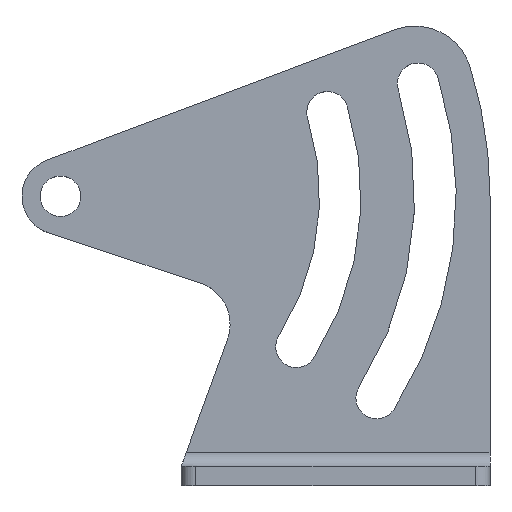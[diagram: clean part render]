
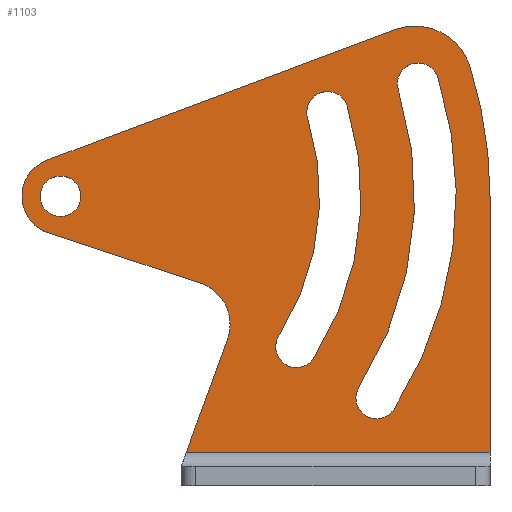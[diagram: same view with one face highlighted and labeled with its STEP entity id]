
A CAD part, top view. The second image highlights one B-rep face of the part: STEP entity #1103.
In plain terms, the highlighted planar face has unit normal (0, 0, 1).
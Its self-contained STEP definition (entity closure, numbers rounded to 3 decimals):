
#141=CARTESIAN_POINT('',(-14.135,4.515,1.));
#142=VERTEX_POINT('',#141);
#151=CARTESIAN_POINT('',(-18.335,4.515,1.));
#152=VERTEX_POINT('',#151);
#153=CARTESIAN_POINT('',(-16.235,4.515,1.));
#154=DIRECTION('',(0.0,0.0,-1.0));
#155=DIRECTION('',(1.0,0.0,0.0));
#156=AXIS2_PLACEMENT_3D('',#153,#154,#155);
#157=CIRCLE('',#156,2.1);
#158=EDGE_CURVE('',#152,#142,#157,.T.);
#185=CARTESIAN_POINT('',(-3.189,-21.985,1.0));
#186=VERTEX_POINT('',#185);
#202=CARTESIAN_POINT('',(28.265,-21.985,1.0));
#203=VERTEX_POINT('',#202);
#211=CARTESIAN_POINT('',(28.265,-21.985,1.0));
#212=DIRECTION('',(-1.0,0.0,0.0));
#213=VECTOR('',#212,31.454);
#214=LINE('',#211,#213);
#215=EDGE_CURVE('',#203,#186,#214,.T.);
#531=CARTESIAN_POINT('',(28.265,4.515,1.));
#532=VERTEX_POINT('',#531);
#539=CARTESIAN_POINT('',(28.265,4.515,1.));
#540=DIRECTION('',(0.0,-1.0,0.0));
#541=VECTOR('',#540,26.5);
#542=LINE('',#539,#541);
#543=EDGE_CURVE('',#532,#203,#542,.T.);
#922=CARTESIAN_POINT('',(18.357,21.768,1.0));
#923=VERTEX_POINT('',#922);
#930=CARTESIAN_POINT('',(26.184,17.963,1.));
#931=VERTEX_POINT('',#930);
#932=CARTESIAN_POINT('',(20.465,16.15,1.));
#933=DIRECTION('',(0.0,0.0,-1.));
#934=DIRECTION('',(0.437,0.899,0.0));
#935=AXIS2_PLACEMENT_3D('',#932,#933,#934);
#936=CIRCLE('',#935,6.);
#937=EDGE_CURVE('',#923,#931,#936,.T.);
#954=CARTESIAN_POINT('',(-16.235,4.515,1.));
#955=DIRECTION('',(0.0,0.0,1.0));
#956=DIRECTION('',(1.0,0.0,0.0));
#957=AXIS2_PLACEMENT_3D('',#954,#955,#956);
#958=CIRCLE('',#957,44.5);
#959=EDGE_CURVE('',#532,#931,#958,.T.);
#966=CARTESIAN_POINT('',(7.115,-1.362,1.));
#967=DIRECTION('',(0.0,0.0,1.0));
#968=DIRECTION('',(1.0,0.0,0.0));
#969=AXIS2_PLACEMENT_3D('',#966,#967,#968);
#970=PLANE('',#969);
#971=ORIENTED_EDGE('',*,*,#215,.F.);
#972=ORIENTED_EDGE('',*,*,#543,.F.);
#973=ORIENTED_EDGE('',*,*,#959,.T.);
#974=ORIENTED_EDGE('',*,*,#937,.F.);
#975=CARTESIAN_POINT('',(-17.637,8.263,1.0));
#976=VERTEX_POINT('',#975);
#977=CARTESIAN_POINT('',(-17.637,8.263,1.0));
#978=DIRECTION('',(0.936,0.351,0.0));
#979=VECTOR('',#978,38.444);
#980=LINE('',#977,#979);
#981=EDGE_CURVE('',#976,#923,#980,.T.);
#982=ORIENTED_EDGE('',*,*,#981,.F.);
#983=CARTESIAN_POINT('',(-17.485,0.719,1.0));
#984=VERTEX_POINT('',#983);
#985=CARTESIAN_POINT('',(-16.232,4.518,1.0));
#986=DIRECTION('',(0.0,0.0,-1.0));
#987=DIRECTION('',(-1.,-0.02,0.0));
#988=AXIS2_PLACEMENT_3D('',#985,#986,#987);
#989=CIRCLE('',#988,4.);
#990=EDGE_CURVE('',#984,#976,#989,.T.);
#991=ORIENTED_EDGE('',*,*,#990,.F.);
#992=CARTESIAN_POINT('',(-1.75,-4.472,1.0));
#993=VERTEX_POINT('',#992);
#994=CARTESIAN_POINT('',(-1.75,-4.472,1.0));
#995=DIRECTION('',(-0.95,0.313,0.0));
#996=VECTOR('',#995,16.569);
#997=LINE('',#994,#996);
#998=EDGE_CURVE('',#993,#984,#997,.T.);
#999=ORIENTED_EDGE('',*,*,#998,.F.);
#1000=CARTESIAN_POINT('',(1.069,-10.284,1.0));
#1001=VERTEX_POINT('',#1000);
#1002=CARTESIAN_POINT('',(-3.16,-8.745,1.0));
#1003=DIRECTION('',(0.0,0.0,1.));
#1004=DIRECTION('',(0.9,0.436,0.0));
#1005=AXIS2_PLACEMENT_3D('',#1002,#1003,#1004);
#1006=CIRCLE('',#1005,4.5);
#1007=EDGE_CURVE('',#1001,#993,#1006,.T.);
#1008=ORIENTED_EDGE('',*,*,#1007,.F.);
#1009=CARTESIAN_POINT('',(-3.189,-21.985,1.0));
#1010=DIRECTION('',(0.342,0.94,0.0));
#1011=VECTOR('',#1010,12.452);
#1012=LINE('',#1009,#1011);
#1013=EDGE_CURVE('',#186,#1001,#1012,.T.);
#1014=ORIENTED_EDGE('',*,*,#1013,.F.);
#1015=EDGE_LOOP('',(#971,#972,#973,#974,#982,#991,#999,#1008,#1014));
#1016=FACE_OUTER_BOUND('',#1015,.T.);
#1017=CARTESIAN_POINT('',(-16.235,4.515,1.));
#1018=DIRECTION('',(0.0,0.0,-1.0));
#1019=DIRECTION('',(1.0,0.0,0.0));
#1020=AXIS2_PLACEMENT_3D('',#1017,#1018,#1019);
#1021=CIRCLE('',#1020,2.1);
#1022=EDGE_CURVE('',#142,#152,#1021,.T.);
#1023=ORIENTED_EDGE('',*,*,#1022,.T.);
#1024=ORIENTED_EDGE('',*,*,#158,.T.);
#1025=EDGE_LOOP('',(#1023,#1024));
#1026=FACE_BOUND('',#1025,.T.);
#1027=CARTESIAN_POINT('',(10.028,-12.236,1.));
#1028=VERTEX_POINT('',#1027);
#1029=CARTESIAN_POINT('',(6.403,-9.923,1.));
#1030=VERTEX_POINT('',#1029);
#1031=CARTESIAN_POINT('',(8.215,-11.079,1.));
#1032=DIRECTION('',(0.0,0.0,-1.0));
#1033=DIRECTION('',(1.0,0.0,0.0));
#1034=AXIS2_PLACEMENT_3D('',#1031,#1032,#1033);
#1035=CIRCLE('',#1034,2.15);
#1036=EDGE_CURVE('',#1028,#1030,#1035,.T.);
#1037=ORIENTED_EDGE('',*,*,#1036,.T.);
#1038=CARTESIAN_POINT('',(9.377,12.576,1.));
#1039=VERTEX_POINT('',#1038);
#1040=CARTESIAN_POINT('',(-16.235,4.515,1.));
#1041=DIRECTION('',(0.0,0.0,1.0));
#1042=DIRECTION('',(1.0,0.0,0.0));
#1043=AXIS2_PLACEMENT_3D('',#1040,#1041,#1042);
#1044=CIRCLE('',#1043,26.85);
#1045=EDGE_CURVE('',#1030,#1039,#1044,.T.);
#1046=ORIENTED_EDGE('',*,*,#1045,.T.);
#1047=CARTESIAN_POINT('',(13.478,13.866,1.));
#1048=VERTEX_POINT('',#1047);
#1049=CARTESIAN_POINT('',(11.427,13.221,1.));
#1050=DIRECTION('',(0.0,0.0,-1.0));
#1051=DIRECTION('',(1.0,0.0,0.0));
#1052=AXIS2_PLACEMENT_3D('',#1049,#1050,#1051);
#1053=CIRCLE('',#1052,2.15);
#1054=EDGE_CURVE('',#1039,#1048,#1053,.T.);
#1055=ORIENTED_EDGE('',*,*,#1054,.T.);
#1056=CARTESIAN_POINT('',(-16.235,4.515,1.));
#1057=DIRECTION('',(0.0,0.0,-1.0));
#1058=DIRECTION('',(1.0,0.0,0.0));
#1059=AXIS2_PLACEMENT_3D('',#1056,#1057,#1058);
#1060=CIRCLE('',#1059,31.15);
#1061=EDGE_CURVE('',#1048,#1028,#1060,.T.);
#1062=ORIENTED_EDGE('',*,*,#1061,.T.);
#1063=EDGE_LOOP('',(#1037,#1046,#1055,#1062));
#1064=FACE_BOUND('',#1063,.T.);
#1065=CARTESIAN_POINT('',(18.333,-17.532,1.));
#1066=VERTEX_POINT('',#1065);
#1067=CARTESIAN_POINT('',(14.707,-15.22,1.));
#1068=VERTEX_POINT('',#1067);
#1069=CARTESIAN_POINT('',(16.52,-16.376,1.));
#1070=DIRECTION('',(0.0,0.0,-1.0));
#1071=DIRECTION('',(1.0,0.0,0.0));
#1072=AXIS2_PLACEMENT_3D('',#1069,#1070,#1071);
#1073=CIRCLE('',#1072,2.15);
#1074=EDGE_CURVE('',#1066,#1068,#1073,.T.);
#1075=ORIENTED_EDGE('',*,*,#1074,.T.);
#1076=CARTESIAN_POINT('',(18.772,15.533,1.));
#1077=VERTEX_POINT('',#1076);
#1078=CARTESIAN_POINT('',(-16.235,4.515,1.));
#1079=DIRECTION('',(0.0,0.0,1.0));
#1080=DIRECTION('',(1.0,0.0,0.0));
#1081=AXIS2_PLACEMENT_3D('',#1078,#1079,#1080);
#1082=CIRCLE('',#1081,36.7);
#1083=EDGE_CURVE('',#1068,#1077,#1082,.T.);
#1084=ORIENTED_EDGE('',*,*,#1083,.T.);
#1085=CARTESIAN_POINT('',(22.874,16.823,1.));
#1086=VERTEX_POINT('',#1085);
#1087=CARTESIAN_POINT('',(20.823,16.178,1.));
#1088=DIRECTION('',(0.0,0.0,-1.0));
#1089=DIRECTION('',(1.0,0.0,0.0));
#1090=AXIS2_PLACEMENT_3D('',#1087,#1088,#1089);
#1091=CIRCLE('',#1090,2.15);
#1092=EDGE_CURVE('',#1077,#1086,#1091,.T.);
#1093=ORIENTED_EDGE('',*,*,#1092,.T.);
#1094=CARTESIAN_POINT('',(-16.235,4.515,1.));
#1095=DIRECTION('',(0.0,0.0,-1.0));
#1096=DIRECTION('',(1.0,0.0,0.0));
#1097=AXIS2_PLACEMENT_3D('',#1094,#1095,#1096);
#1098=CIRCLE('',#1097,41.0);
#1099=EDGE_CURVE('',#1086,#1066,#1098,.T.);
#1100=ORIENTED_EDGE('',*,*,#1099,.T.);
#1101=EDGE_LOOP('',(#1075,#1084,#1093,#1100));
#1102=FACE_BOUND('',#1101,.T.);
#1103=ADVANCED_FACE('',(#1016,#1026,#1064,#1102),#970,.T.);
